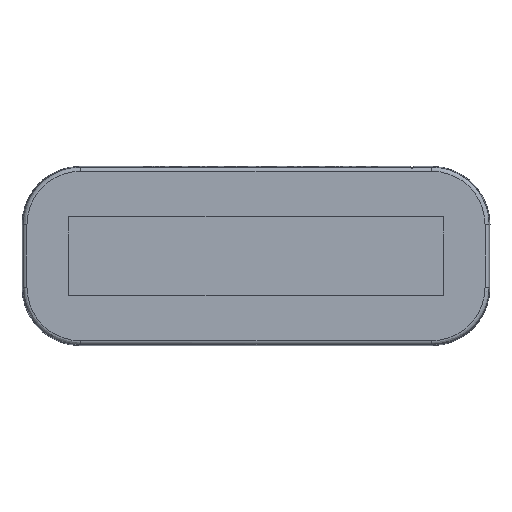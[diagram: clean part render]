
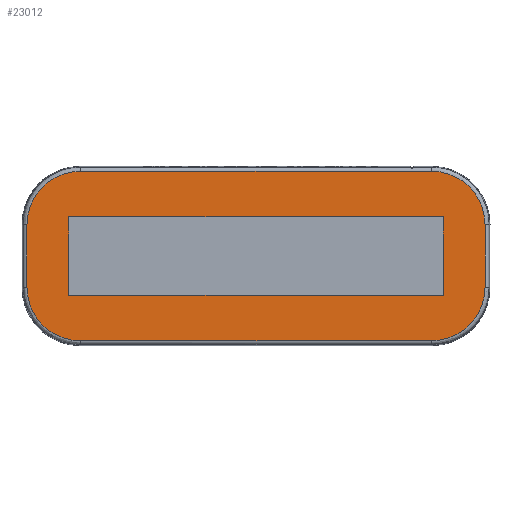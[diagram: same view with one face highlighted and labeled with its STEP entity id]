
A CAD part, left-side view. The second image highlights one B-rep face of the part: STEP entity #23012.
In plain terms, the highlighted planar face has unit normal (-1, 0, 0).
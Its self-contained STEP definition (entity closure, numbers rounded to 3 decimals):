
#426 = ORIENTED_EDGE ( 'NONE', *, *, #2068, .F. ) ;
#664 = EDGE_CURVE ( 'NONE', #34677, #31540, #11245, .T. ) ;
#1211 = ORIENTED_EDGE ( 'NONE', *, *, #664, .F. ) ;
#1296 = CARTESIAN_POINT ( 'NONE',  ( -20.2, 7.507, -10.863 ) ) ;
#2068 = EDGE_CURVE ( 'NONE', #30031, #5160, #12195, .T. ) ;
#2366 = DIRECTION ( 'NONE',  ( 0., 0., 1. ) ) ;
#2450 = VERTEX_POINT ( 'NONE', #5082 ) ;
#2515 = CARTESIAN_POINT ( 'NONE',  ( -20.2, 52.507, -10.863 ) ) ;
#2699 = CARTESIAN_POINT ( 'NONE',  ( -20.2, 56.527, -10.863 ) ) ;
#2808 = DIRECTION ( 'NONE',  ( 0., 0., 1. ) ) ;
#2910 = ORIENTED_EDGE ( 'NONE', *, *, #19006, .F. ) ;
#3564 = LINE ( 'NONE', #12294, #35527 ) ;
#3886 = VECTOR ( 'NONE', #11619, 1000. ) ;
#4092 = VECTOR ( 'NONE', #34295, 1000. ) ;
#4530 = CARTESIAN_POINT ( 'NONE',  ( -20.2, 3.487, -10.863 ) ) ;
#4790 = ORIENTED_EDGE ( 'NONE', *, *, #13003, .F. ) ;
#4843 = ORIENTED_EDGE ( 'NONE', *, *, #11864, .F. ) ;
#5082 = CARTESIAN_POINT ( 'NONE',  ( -20.2, 6., -5. ) ) ;
#5160 = VERTEX_POINT ( 'NONE', #25582 ) ;
#5239 = VECTOR ( 'NONE', #35209, 1000. ) ;
#6670 = EDGE_CURVE ( 'NONE', #31409, #34677, #32008, .T. ) ;
#6748 = VERTEX_POINT ( 'NONE', #7325 ) ;
#6975 = DIRECTION ( 'NONE',  ( 0., -1., 0. ) ) ;
#7092 = EDGE_CURVE ( 'NONE', #5160, #26113, #3564, .T. ) ;
#7102 =( BOUNDED_CURVE ( )  B_SPLINE_CURVE ( 3, ( #15727, #21982, #4530, #36580 ),
 .UNSPECIFIED., .F., .F. ) 
 B_SPLINE_CURVE_WITH_KNOTS ( ( 4, 4 ),
 ( 0., 1. ),
 .UNSPECIFIED. ) 
 CURVE ( )  GEOMETRIC_REPRESENTATION_ITEM ( )  RATIONAL_B_SPLINE_CURVE ( ( 1., 0.805, 0.805, 1. ) ) 
 REPRESENTATION_ITEM ( '' )  );
#7325 = CARTESIAN_POINT ( 'NONE',  ( -20.2, 0.644, 4. ) ) ;
#7572 = DIRECTION ( 'NONE',  ( 0., 0., -1. ) ) ;
#8382 = VECTOR ( 'NONE', #33908, 1000. ) ;
#9032 = CARTESIAN_POINT ( 'NONE',  ( -20.2, 54., 5. ) ) ;
#10433 = CARTESIAN_POINT ( 'NONE',  ( -20.2, 30.007, 0. ) ) ;
#10989 = LINE ( 'NONE', #34499, #31479 ) ;
#11245 = LINE ( 'NONE', #14269, #3886 ) ;
#11390 = CARTESIAN_POINT ( 'NONE',  ( -20.2, 54., -5. ) ) ;
#11529 = ORIENTED_EDGE ( 'NONE', *, *, #24149, .F. ) ;
#11619 = DIRECTION ( 'NONE',  ( 0., 0., -1. ) ) ;
#11864 = EDGE_CURVE ( 'NONE', #23646, #22834, #22828, .T. ) ;
#12195 =( BOUNDED_CURVE ( )  B_SPLINE_CURVE ( 3, ( #19330, #31289, #22185, #16496 ),
 .UNSPECIFIED., .F., .T. ) 
 B_SPLINE_CURVE_WITH_KNOTS ( ( 4, 4 ),
 ( 0., 1. ),
 .UNSPECIFIED. ) 
 CURVE ( )  GEOMETRIC_REPRESENTATION_ITEM ( )  RATIONAL_B_SPLINE_CURVE ( ( 1., 0.805, 0.805, 1. ) ) 
 REPRESENTATION_ITEM ( '' )  );
#12245 = ORIENTED_EDGE ( 'NONE', *, *, #7092, .F. ) ;
#12294 = CARTESIAN_POINT ( 'NONE',  ( -20.2, 7.353, 10.863 ) ) ;
#13003 = EDGE_CURVE ( 'NONE', #22834, #30031, #10989, .T. ) ;
#13157 = VERTEX_POINT ( 'NONE', #1296 ) ;
#13645 = PLANE ( 'NONE',  #28092 ) ;
#14181 = EDGE_CURVE ( 'NONE', #26113, #6748, #26718, .T. ) ;
#14269 = CARTESIAN_POINT ( 'NONE',  ( -20.2, 54., -5. ) ) ;
#14505 = CARTESIAN_POINT ( 'NONE',  ( -20.2, 54., 5. ) ) ;
#15052 = ORIENTED_EDGE ( 'NONE', *, *, #6670, .F. ) ;
#15370 = VECTOR ( 'NONE', #2366, 1000. ) ;
#15727 = CARTESIAN_POINT ( 'NONE',  ( -20.2, 0.644, -4. ) ) ;
#16116 = CARTESIAN_POINT ( 'NONE',  ( -20.2, 54., -5. ) ) ;
#16277 = CARTESIAN_POINT ( 'NONE',  ( -20.2, 52.661, -10.863 ) ) ;
#16496 = CARTESIAN_POINT ( 'NONE',  ( -20.2, 52.507, 10.863 ) ) ;
#17445 = DIRECTION ( 'NONE',  ( 0., -1., 0. ) ) ;
#17520 = CARTESIAN_POINT ( 'NONE',  ( -20.2, 0.644, 8.02 ) ) ;
#18102 = CARTESIAN_POINT ( 'NONE',  ( -20.2, 59.37, 4. ) ) ;
#18579 = CARTESIAN_POINT ( 'NONE',  ( -20.2, 6., 5. ) ) ;
#19006 = EDGE_CURVE ( 'NONE', #31540, #2450, #29399, .T. ) ;
#19330 = CARTESIAN_POINT ( 'NONE',  ( -20.2, 59.37, 4. ) ) ;
#20081 = VECTOR ( 'NONE', #17445, 1000. ) ;
#20176 = ORIENTED_EDGE ( 'NONE', *, *, #32490, .F. ) ;
#20369 = CARTESIAN_POINT ( 'NONE',  ( -20.2, 7.507, 10.863 ) ) ;
#21982 = CARTESIAN_POINT ( 'NONE',  ( -20.2, 0.644, -8.02 ) ) ;
#22185 = CARTESIAN_POINT ( 'NONE',  ( -20.2, 56.527, 10.863 ) ) ;
#22811 = CARTESIAN_POINT ( 'NONE',  ( -20.2, 59.37, -4. ) ) ;
#22828 =( BOUNDED_CURVE ( )  B_SPLINE_CURVE ( 3, ( #2515, #2699, #37425, #22811 ),
 .UNSPECIFIED., .F., .F. ) 
 B_SPLINE_CURVE_WITH_KNOTS ( ( 4, 4 ),
 ( 0., 1. ),
 .UNSPECIFIED. ) 
 CURVE ( )  GEOMETRIC_REPRESENTATION_ITEM ( )  RATIONAL_B_SPLINE_CURVE ( ( 1., 0.805, 0.805, 1. ) ) 
 REPRESENTATION_ITEM ( '' )  );
#22834 = VERTEX_POINT ( 'NONE', #34907 ) ;
#23012 = ADVANCED_FACE ( 'NONE', ( #36430, #36793 ), #13645, .F. ) ;
#23646 = VERTEX_POINT ( 'NONE', #23889 ) ;
#23730 = EDGE_CURVE ( 'NONE', #24313, #13157, #7102, .T. ) ;
#23889 = CARTESIAN_POINT ( 'NONE',  ( -20.2, 52.507, -10.863 ) ) ;
#24149 = EDGE_CURVE ( 'NONE', #2450, #31409, #30481, .T. ) ;
#24313 = VERTEX_POINT ( 'NONE', #34742 ) ;
#25237 = DIRECTION ( 'NONE',  ( 1., 0., 0. ) ) ;
#25582 = CARTESIAN_POINT ( 'NONE',  ( -20.2, 52.507, 10.863 ) ) ;
#26113 = VERTEX_POINT ( 'NONE', #32957 ) ;
#26262 = CARTESIAN_POINT ( 'NONE',  ( -20.2, 0.644, 4. ) ) ;
#26718 =( BOUNDED_CURVE ( )  B_SPLINE_CURVE ( 3, ( #20369, #29282, #17520, #26262 ),
 .UNSPECIFIED., .F., .T. ) 
 B_SPLINE_CURVE_WITH_KNOTS ( ( 4, 4 ),
 ( 0., 1. ),
 .UNSPECIFIED. ) 
 CURVE ( )  GEOMETRIC_REPRESENTATION_ITEM ( )  RATIONAL_B_SPLINE_CURVE ( ( 1., 0.805, 0.805, 1. ) ) 
 REPRESENTATION_ITEM ( '' )  );
#28092 = AXIS2_PLACEMENT_3D ( 'NONE', #10433, #25237, #7572 ) ;
#28451 = EDGE_LOOP ( 'NONE', ( #4843, #30701, #31579, #20176, #29663, #12245, #426, #4790 ) ) ;
#28623 = CARTESIAN_POINT ( 'NONE',  ( -20.2, 0.644, -4.154 ) ) ;
#29282 = CARTESIAN_POINT ( 'NONE',  ( -20.2, 3.487, 10.863 ) ) ;
#29399 = LINE ( 'NONE', #11390, #20081 ) ;
#29663 = ORIENTED_EDGE ( 'NONE', *, *, #14181, .F. ) ;
#30031 = VERTEX_POINT ( 'NONE', #18102 ) ;
#30361 = LINE ( 'NONE', #28623, #4092 ) ;
#30481 = LINE ( 'NONE', #31040, #15370 ) ;
#30701 = ORIENTED_EDGE ( 'NONE', *, *, #33955, .F. ) ;
#31040 = CARTESIAN_POINT ( 'NONE',  ( -20.2, 6., -5. ) ) ;
#31289 = CARTESIAN_POINT ( 'NONE',  ( -20.2, 59.37, 8.02 ) ) ;
#31409 = VERTEX_POINT ( 'NONE', #18579 ) ;
#31442 = LINE ( 'NONE', #16277, #8382 ) ;
#31479 = VECTOR ( 'NONE', #2808, 1000. ) ;
#31540 = VERTEX_POINT ( 'NONE', #16116 ) ;
#31579 = ORIENTED_EDGE ( 'NONE', *, *, #23730, .F. ) ;
#32008 = LINE ( 'NONE', #9032, #5239 ) ;
#32490 = EDGE_CURVE ( 'NONE', #6748, #24313, #30361, .T. ) ;
#32957 = CARTESIAN_POINT ( 'NONE',  ( -20.2, 7.507, 10.863 ) ) ;
#33769 = EDGE_LOOP ( 'NONE', ( #11529, #2910, #1211, #15052 ) ) ;
#33908 = DIRECTION ( 'NONE',  ( 0., 1., 0. ) ) ;
#33955 = EDGE_CURVE ( 'NONE', #13157, #23646, #31442, .T. ) ;
#34295 = DIRECTION ( 'NONE',  ( 0., 0., -1. ) ) ;
#34499 = CARTESIAN_POINT ( 'NONE',  ( -20.2, 59.37, 4.154 ) ) ;
#34677 = VERTEX_POINT ( 'NONE', #14505 ) ;
#34742 = CARTESIAN_POINT ( 'NONE',  ( -20.2, 0.644, -4. ) ) ;
#34907 = CARTESIAN_POINT ( 'NONE',  ( -20.2, 59.37, -4. ) ) ;
#35209 = DIRECTION ( 'NONE',  ( 0., 1., 0. ) ) ;
#35527 = VECTOR ( 'NONE', #6975, 1000. ) ;
#36430 = FACE_BOUND ( 'NONE', #33769, .T. ) ;
#36580 = CARTESIAN_POINT ( 'NONE',  ( -20.2, 7.507, -10.863 ) ) ;
#36793 = FACE_OUTER_BOUND ( 'NONE', #28451, .T. ) ;
#37425 = CARTESIAN_POINT ( 'NONE',  ( -20.2, 59.37, -8.02 ) ) ;
